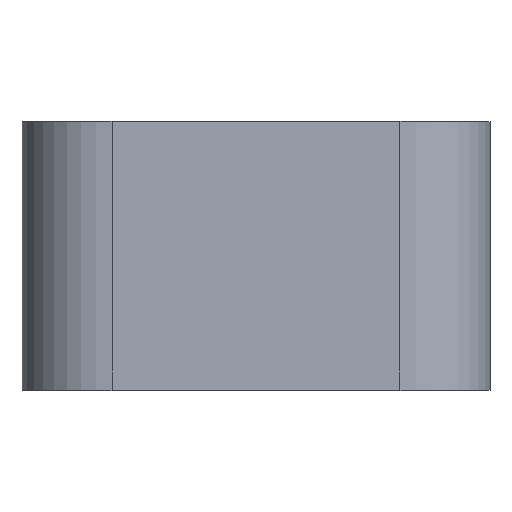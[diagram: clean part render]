
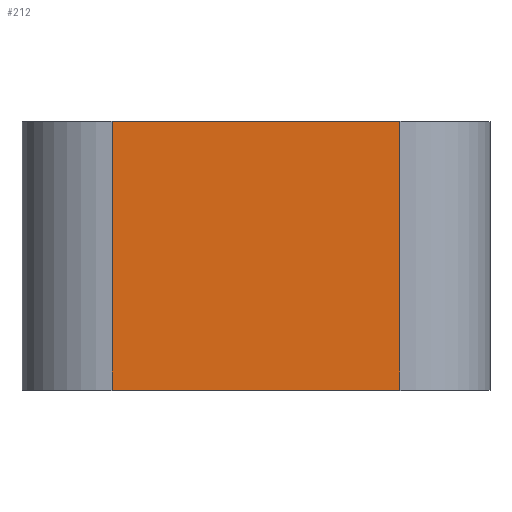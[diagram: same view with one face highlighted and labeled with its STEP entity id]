
A CAD part, top view. The second image highlights one B-rep face of the part: STEP entity #212.
In plain terms, the highlighted free-form (B-spline) face has degree [1, 1] with [2, 2] control points.
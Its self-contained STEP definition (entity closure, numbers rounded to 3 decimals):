
#212=ADVANCED_FACE('',(#386),#5296,.T.);
#386=FACE_OUTER_BOUND('',#561,.T.);
#561=EDGE_LOOP('',(#1063,#1064,#1065,#1066));
#1063=ORIENTED_EDGE('',*,*,#3683,.F.);
#1064=ORIENTED_EDGE('',*,*,#3703,.F.);
#1065=ORIENTED_EDGE('',*,*,#3704,.T.);
#1066=ORIENTED_EDGE('',*,*,#3705,.T.);
#1955=PCURVE('',#5293,#2723);
#1982=PCURVE('',#5198,#2750);
#1983=PCURVE('',#5296,#2751);
#1984=PCURVE('',#5296,#2752);
#1985=PCURVE('',#5296,#2753);
#1986=PCURVE('',#5296,#2754);
#1988=PCURVE('',#5199,#2756);
#2006=PCURVE('',#5298,#2774);
#2723=DEFINITIONAL_REPRESENTATION('',(#4408),#9038);
#2750=DEFINITIONAL_REPRESENTATION('',(#4433),#9038);
#2751=DEFINITIONAL_REPRESENTATION('',(#4434),#9038);
#2752=DEFINITIONAL_REPRESENTATION('',(#4435),#9038);
#2753=DEFINITIONAL_REPRESENTATION('',(#4437),#9038);
#2754=DEFINITIONAL_REPRESENTATION('',(#4439),#9038);
#2756=DEFINITIONAL_REPRESENTATION('',(#4441),#9038);
#2774=DEFINITIONAL_REPRESENTATION('',(#4462),#9038);
#3299=SURFACE_CURVE('',#4407,(#1955,#1983),.PCURVE_S1.);
#3319=SURFACE_CURVE('',#4432,(#1982,#1984),.PCURVE_S1.);
#3320=SURFACE_CURVE('',#4436,(#1985,#2006),.PCURVE_S1.);
#3321=SURFACE_CURVE('',#4438,(#1986,#1988),.PCURVE_S1.);
#3683=EDGE_CURVE('',#5063,#5064,#3299,.T.);
#3703=EDGE_CURVE('',#5072,#5063,#3319,.T.);
#3704=EDGE_CURVE('',#5072,#5073,#3320,.T.);
#3705=EDGE_CURVE('',#5073,#5064,#3321,.T.);
#4407=B_SPLINE_CURVE_WITH_KNOTS('',1,(#7521,#7522),.UNSPECIFIED.,.F.,.F.,
(2,2),(0.,17.06),.UNSPECIFIED.);
#4408=B_SPLINE_CURVE_WITH_KNOTS('',1,(#7523,#7524),.UNSPECIFIED.,.F.,.F.,
(2,2),(0.,17.06),.UNSPECIFIED.);
#4432=B_SPLINE_CURVE_WITH_KNOTS('',1,(#7637,#7638),.UNSPECIFIED.,.F.,.F.,
(2,2),(-15.911,0.),.UNSPECIFIED.);
#4433=B_SPLINE_CURVE_WITH_KNOTS('',1,(#7639,#7640),.UNSPECIFIED.,.F.,.F.,
(2,2),(-15.911,0.),.UNSPECIFIED.);
#4434=B_SPLINE_CURVE_WITH_KNOTS('',1,(#7641,#7642),.UNSPECIFIED.,.F.,.F.,
(2,2),(0.,17.06),.UNSPECIFIED.);
#4435=B_SPLINE_CURVE_WITH_KNOTS('',1,(#7643,#7644),.UNSPECIFIED.,.F.,.F.,
(2,2),(-15.911,0.),.UNSPECIFIED.);
#4436=B_SPLINE_CURVE_WITH_KNOTS('',1,(#7645,#7646),.UNSPECIFIED.,.F.,.F.,
(2,2),(0.,17.06),.UNSPECIFIED.);
#4437=B_SPLINE_CURVE_WITH_KNOTS('',1,(#7647,#7648),.UNSPECIFIED.,.F.,.F.,
(2,2),(0.,17.06),.UNSPECIFIED.);
#4438=B_SPLINE_CURVE_WITH_KNOTS('',1,(#7649,#7650),.UNSPECIFIED.,.F.,.F.,
(2,2),(-15.911,0.),.UNSPECIFIED.);
#4439=B_SPLINE_CURVE_WITH_KNOTS('',1,(#7651,#7652),.UNSPECIFIED.,.F.,.F.,
(2,2),(-15.911,0.),.UNSPECIFIED.);
#4441=B_SPLINE_CURVE_WITH_KNOTS('',1,(#7655,#7656),.UNSPECIFIED.,.F.,.F.,
(2,2),(-15.911,0.),.UNSPECIFIED.);
#4462=B_SPLINE_CURVE_WITH_KNOTS('',1,(#7712,#7713),.UNSPECIFIED.,.F.,.F.,
(2,2),(0.,17.06),.UNSPECIFIED.);
#5063=VERTEX_POINT('',#7473);
#5064=VERTEX_POINT('',#7474);
#5072=VERTEX_POINT('',#7482);
#5073=VERTEX_POINT('',#7483);
#5198=(
BOUNDED_SURFACE()
B_SPLINE_SURFACE(2,1,((#7391,#7392),(#7393,#7394),(#7395,#7396)),
 .UNSPECIFIED.,.F.,.F.,.F.)
B_SPLINE_SURFACE_WITH_KNOTS((3,3),(2,2),(-8.378,0.),(0.,15.911),
 .UNSPECIFIED.)
GEOMETRIC_REPRESENTATION_ITEM()
RATIONAL_B_SPLINE_SURFACE(((1.,1.),(0.707,0.707),
(1.,1.)))
REPRESENTATION_ITEM('')
SURFACE()
);
#5199=(
BOUNDED_SURFACE()
B_SPLINE_SURFACE(2,1,((#7401,#7402),(#7403,#7404),(#7405,#7406)),
 .UNSPECIFIED.,.F.,.F.,.F.)
B_SPLINE_SURFACE_WITH_KNOTS((3,3),(2,2),(-8.378,0.),(0.,15.911),
 .UNSPECIFIED.)
GEOMETRIC_REPRESENTATION_ITEM()
RATIONAL_B_SPLINE_SURFACE(((1.,1.),(0.707,0.707),
(1.,1.)))
REPRESENTATION_ITEM('')
SURFACE()
);
#5293=B_SPLINE_SURFACE_WITH_KNOTS('',1,1,((#7373,#7374),(#7375,#7376)),
 .UNSPECIFIED.,.F.,.F.,.F.,(2,2),(2,2),(-5.611,22.671),
(-0.163,16.476),.UNSPECIFIED.);
#5296=B_SPLINE_SURFACE_WITH_KNOTS('',1,1,((#7397,#7398),(#7399,#7400)),
 .UNSPECIFIED.,.F.,.F.,.F.,(2,2),(2,2),(-17.06,0.),(0.,15.911),
 .UNSPECIFIED.);
#5298=B_SPLINE_SURFACE_WITH_KNOTS('',1,1,((#7423,#7424),(#7425,#7426)),
 .UNSPECIFIED.,.F.,.F.,.F.,(2,2),(2,2),(-0.163,16.476),
(-5.611,22.671),.UNSPECIFIED.);
#7373=CARTESIAN_POINT('',(-14.141,0.,-8.32));
#7374=CARTESIAN_POINT('',(-14.141,0.,8.32));
#7375=CARTESIAN_POINT('',(14.141,0.,-8.32));
#7376=CARTESIAN_POINT('',(14.141,0.,8.32));
#7391=CARTESIAN_POINT('',(8.53,0.,8.157));
#7392=CARTESIAN_POINT('',(8.53,15.911,8.157));
#7393=CARTESIAN_POINT('',(13.863,0.,8.157));
#7394=CARTESIAN_POINT('',(13.863,15.911,8.157));
#7395=CARTESIAN_POINT('',(13.863,0.,2.823));
#7396=CARTESIAN_POINT('',(13.863,15.911,2.823));
#7397=CARTESIAN_POINT('',(-8.53,0.,8.157));
#7398=CARTESIAN_POINT('',(-8.53,15.911,8.157));
#7399=CARTESIAN_POINT('',(8.53,0.,8.157));
#7400=CARTESIAN_POINT('',(8.53,15.911,8.157));
#7401=CARTESIAN_POINT('',(-13.863,0.,2.823));
#7402=CARTESIAN_POINT('',(-13.863,15.911,2.823));
#7403=CARTESIAN_POINT('',(-13.863,0.,8.157));
#7404=CARTESIAN_POINT('',(-13.863,15.911,8.157));
#7405=CARTESIAN_POINT('',(-8.53,0.,8.157));
#7406=CARTESIAN_POINT('',(-8.53,15.911,8.157));
#7423=CARTESIAN_POINT('',(-14.141,15.911,-8.32));
#7424=CARTESIAN_POINT('',(14.141,15.911,-8.32));
#7425=CARTESIAN_POINT('',(-14.141,15.911,8.32));
#7426=CARTESIAN_POINT('',(14.141,15.911,8.32));
#7473=CARTESIAN_POINT('',(8.53,0.,8.157));
#7474=CARTESIAN_POINT('',(-8.53,0.,8.157));
#7482=CARTESIAN_POINT('',(8.53,15.911,8.157));
#7483=CARTESIAN_POINT('',(-8.53,15.911,8.157));
#7521=CARTESIAN_POINT('',(8.53,0.,8.157));
#7522=CARTESIAN_POINT('',(-8.53,0.,8.157));
#7523=CARTESIAN_POINT('',(17.06,16.313));
#7524=CARTESIAN_POINT('',(0.,16.313));
#7637=CARTESIAN_POINT('',(8.53,15.911,8.157));
#7638=CARTESIAN_POINT('',(8.53,0.,8.157));
#7639=CARTESIAN_POINT('',(-8.378,15.911));
#7640=CARTESIAN_POINT('',(-8.378,0.));
#7641=CARTESIAN_POINT('',(0.,0.));
#7642=CARTESIAN_POINT('',(-17.06,0.));
#7643=CARTESIAN_POINT('',(0.,15.911));
#7644=CARTESIAN_POINT('',(0.,0.));
#7645=CARTESIAN_POINT('',(8.53,15.911,8.157));
#7646=CARTESIAN_POINT('',(-8.53,15.911,8.157));
#7647=CARTESIAN_POINT('',(0.,15.911));
#7648=CARTESIAN_POINT('',(-17.06,15.911));
#7649=CARTESIAN_POINT('',(-8.53,15.911,8.157));
#7650=CARTESIAN_POINT('',(-8.53,0.,8.157));
#7651=CARTESIAN_POINT('',(-17.06,15.911));
#7652=CARTESIAN_POINT('',(-17.06,0.));
#7655=CARTESIAN_POINT('',(0.,15.911));
#7656=CARTESIAN_POINT('',(0.,0.));
#7712=CARTESIAN_POINT('',(16.313,17.06));
#7713=CARTESIAN_POINT('',(16.313,0.));
#9038=(
GEOMETRIC_REPRESENTATION_CONTEXT(2)
PARAMETRIC_REPRESENTATION_CONTEXT()
REPRESENTATION_CONTEXT('pspace','')
);
